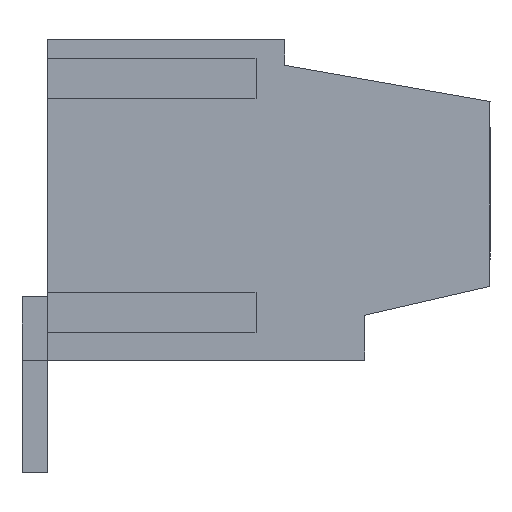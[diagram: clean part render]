
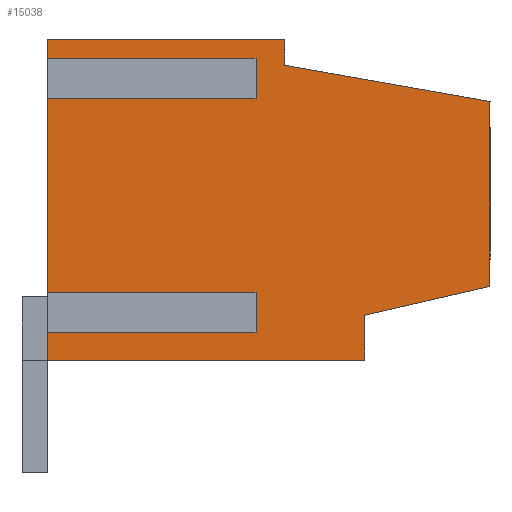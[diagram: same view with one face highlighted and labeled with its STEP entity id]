
A CAD part, left-side view. The second image highlights one B-rep face of the part: STEP entity #15038.
In plain terms, the highlighted planar face has unit normal (-1, 0, 0).
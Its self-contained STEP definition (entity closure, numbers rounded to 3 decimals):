
#14975=AXIS2_PLACEMENT_3D('Plane Axis2P3D',#14972,#14973,#14974) ;
#14022=CARTESIAN_POINT('Vertex',(0.55,13.8,3.5)) ;
#14025=CARTESIAN_POINT('Line Origine',(0.55,13.8,4.097)) ;
#14029=CARTESIAN_POINT('Vertex',(0.55,13.8,4.694)) ;
#14050=CARTESIAN_POINT('Vertex',(0.55,13.8,5.306)) ;
#14053=CARTESIAN_POINT('Line Origine',(0.55,13.8,8.65)) ;
#14057=CARTESIAN_POINT('Vertex',(0.55,13.8,11.994)) ;
#14078=CARTESIAN_POINT('Vertex',(0.55,13.8,12.606)) ;
#14081=CARTESIAN_POINT('Line Origine',(0.55,13.8,13.053)) ;
#14085=CARTESIAN_POINT('Vertex',(0.55,13.8,13.5)) ;
#14533=CARTESIAN_POINT('Line Origine',(0.55,10.1,13.5)) ;
#14537=CARTESIAN_POINT('Vertex',(0.55,6.4,13.5)) ;
#14626=CARTESIAN_POINT('Line Origine',(0.55,6.4,13.1)) ;
#14630=CARTESIAN_POINT('Vertex',(0.55,6.4,12.7)) ;
#14651=CARTESIAN_POINT('Line Origine',(0.55,3.2,12.136)) ;
#14655=CARTESIAN_POINT('Vertex',(0.55,0.,11.572)) ;
#14676=CARTESIAN_POINT('Line Origine',(0.55,0.,8.686)) ;
#14680=CARTESIAN_POINT('Vertex',(0.55,0.,5.8)) ;
#14737=CARTESIAN_POINT('Line Origine',(0.55,1.95,5.35)) ;
#14741=CARTESIAN_POINT('Vertex',(0.55,3.9,4.9)) ;
#14872=CARTESIAN_POINT('Vertex',(0.55,3.9,3.5)) ;
#14875=CARTESIAN_POINT('Line Origine',(0.55,8.85,3.5)) ;
#14972=CARTESIAN_POINT('Axis2P3D Location',(0.55,14.6,0.)) ;
#14977=CARTESIAN_POINT('Line Origine',(0.55,10.55,5.306)) ;
#14981=CARTESIAN_POINT('Vertex',(0.55,7.3,5.306)) ;
#14984=CARTESIAN_POINT('Line Origine',(0.55,7.3,5.)) ;
#14988=CARTESIAN_POINT('Vertex',(0.55,7.3,4.694)) ;
#14991=CARTESIAN_POINT('Line Origine',(0.55,10.55,4.694)) ;
#14996=CARTESIAN_POINT('Line Origine',(0.55,3.9,4.2)) ;
#15001=CARTESIAN_POINT('Line Origine',(0.55,10.55,12.606)) ;
#15005=CARTESIAN_POINT('Vertex',(0.55,7.3,12.606)) ;
#15008=CARTESIAN_POINT('Line Origine',(0.55,7.3,12.3)) ;
#15012=CARTESIAN_POINT('Vertex',(0.55,7.3,11.994)) ;
#15015=CARTESIAN_POINT('Line Origine',(0.55,10.55,11.994)) ;
#14026=DIRECTION('Vector Direction',(0.,0.,-1.)) ;
#14054=DIRECTION('Vector Direction',(0.,0.,-1.)) ;
#14082=DIRECTION('Vector Direction',(0.,0.,-1.)) ;
#14534=DIRECTION('Vector Direction',(0.,1.,0.)) ;
#14627=DIRECTION('Vector Direction',(0.,0.,1.)) ;
#14652=DIRECTION('Vector Direction',(0.,0.985,0.174)) ;
#14677=DIRECTION('Vector Direction',(0.,0.,1.)) ;
#14738=DIRECTION('Vector Direction',(0.,-0.974,0.225)) ;
#14876=DIRECTION('Vector Direction',(0.,-1.,0.)) ;
#14973=DIRECTION('Axis2P3D Direction',(-1.,0.,0.)) ;
#14974=DIRECTION('Axis2P3D XDirection',(0.,-1.,0.)) ;
#14978=DIRECTION('Vector Direction',(0.,-1.,0.)) ;
#14985=DIRECTION('Vector Direction',(0.,0.,-1.)) ;
#14992=DIRECTION('Vector Direction',(0.,-1.,0.)) ;
#14997=DIRECTION('Vector Direction',(0.,0.,1.)) ;
#15002=DIRECTION('Vector Direction',(0.,-1.,0.)) ;
#15009=DIRECTION('Vector Direction',(0.,0.,-1.)) ;
#15016=DIRECTION('Vector Direction',(0.,-1.,0.)) ;
#14027=VECTOR('Line Direction',#14026,1.) ;
#14055=VECTOR('Line Direction',#14054,1.) ;
#14083=VECTOR('Line Direction',#14082,1.) ;
#14535=VECTOR('Line Direction',#14534,1.) ;
#14628=VECTOR('Line Direction',#14627,1.) ;
#14653=VECTOR('Line Direction',#14652,1.) ;
#14678=VECTOR('Line Direction',#14677,1.) ;
#14739=VECTOR('Line Direction',#14738,1.) ;
#14877=VECTOR('Line Direction',#14876,1.) ;
#14979=VECTOR('Line Direction',#14978,1.) ;
#14986=VECTOR('Line Direction',#14985,1.) ;
#14993=VECTOR('Line Direction',#14992,1.) ;
#14998=VECTOR('Line Direction',#14997,1.) ;
#15003=VECTOR('Line Direction',#15002,1.) ;
#15010=VECTOR('Line Direction',#15009,1.) ;
#15017=VECTOR('Line Direction',#15016,1.) ;
#15021=ORIENTED_EDGE('',*,*,#14059,.T.) ;
#15022=ORIENTED_EDGE('',*,*,#14983,.T.) ;
#15023=ORIENTED_EDGE('',*,*,#14990,.T.) ;
#15024=ORIENTED_EDGE('',*,*,#14995,.F.) ;
#15025=ORIENTED_EDGE('',*,*,#14031,.T.) ;
#15026=ORIENTED_EDGE('',*,*,#14879,.T.) ;
#15027=ORIENTED_EDGE('',*,*,#15000,.T.) ;
#15028=ORIENTED_EDGE('',*,*,#14743,.T.) ;
#15029=ORIENTED_EDGE('',*,*,#14682,.T.) ;
#15030=ORIENTED_EDGE('',*,*,#14657,.T.) ;
#15031=ORIENTED_EDGE('',*,*,#14632,.T.) ;
#15032=ORIENTED_EDGE('',*,*,#14539,.T.) ;
#15033=ORIENTED_EDGE('',*,*,#14087,.T.) ;
#15034=ORIENTED_EDGE('',*,*,#15007,.T.) ;
#15035=ORIENTED_EDGE('',*,*,#15014,.T.) ;
#15036=ORIENTED_EDGE('',*,*,#15019,.F.) ;
#15038=ADVANCED_FACE('HOUSING',(#15037),#14976,.T.) ;
#14031=EDGE_CURVE('',#14030,#14023,#14028,.T.) ;
#14059=EDGE_CURVE('',#14058,#14051,#14056,.T.) ;
#14087=EDGE_CURVE('',#14086,#14079,#14084,.T.) ;
#14539=EDGE_CURVE('',#14538,#14086,#14536,.T.) ;
#14632=EDGE_CURVE('',#14631,#14538,#14629,.T.) ;
#14657=EDGE_CURVE('',#14656,#14631,#14654,.T.) ;
#14682=EDGE_CURVE('',#14681,#14656,#14679,.T.) ;
#14743=EDGE_CURVE('',#14742,#14681,#14740,.T.) ;
#14879=EDGE_CURVE('',#14023,#14873,#14878,.T.) ;
#14983=EDGE_CURVE('',#14051,#14982,#14980,.T.) ;
#14990=EDGE_CURVE('',#14982,#14989,#14987,.T.) ;
#14995=EDGE_CURVE('',#14030,#14989,#14994,.T.) ;
#15000=EDGE_CURVE('',#14873,#14742,#14999,.T.) ;
#15007=EDGE_CURVE('',#14079,#15006,#15004,.T.) ;
#15014=EDGE_CURVE('',#15006,#15013,#15011,.T.) ;
#15019=EDGE_CURVE('',#14058,#15013,#15018,.T.) ;
#15020=EDGE_LOOP('',(#15021,#15022,#15023,#15024,#15025,#15026,#15027,#15028,#15029,#15030,#15031,#15032,#15033,#15034,#15035,#15036)) ;
#15037=FACE_OUTER_BOUND('',#15020,.T.) ;
#14028=LINE('Line',#14025,#14027) ;
#14056=LINE('Line',#14053,#14055) ;
#14084=LINE('Line',#14081,#14083) ;
#14536=LINE('Line',#14533,#14535) ;
#14629=LINE('Line',#14626,#14628) ;
#14654=LINE('Line',#14651,#14653) ;
#14679=LINE('Line',#14676,#14678) ;
#14740=LINE('Line',#14737,#14739) ;
#14878=LINE('Line',#14875,#14877) ;
#14980=LINE('Line',#14977,#14979) ;
#14987=LINE('Line',#14984,#14986) ;
#14994=LINE('Line',#14991,#14993) ;
#14999=LINE('Line',#14996,#14998) ;
#15004=LINE('Line',#15001,#15003) ;
#15011=LINE('Line',#15008,#15010) ;
#15018=LINE('Line',#15015,#15017) ;
#14976=PLANE('',#14975) ;
#14023=VERTEX_POINT('',#14022) ;
#14030=VERTEX_POINT('',#14029) ;
#14051=VERTEX_POINT('',#14050) ;
#14058=VERTEX_POINT('',#14057) ;
#14079=VERTEX_POINT('',#14078) ;
#14086=VERTEX_POINT('',#14085) ;
#14538=VERTEX_POINT('',#14537) ;
#14631=VERTEX_POINT('',#14630) ;
#14656=VERTEX_POINT('',#14655) ;
#14681=VERTEX_POINT('',#14680) ;
#14742=VERTEX_POINT('',#14741) ;
#14873=VERTEX_POINT('',#14872) ;
#14982=VERTEX_POINT('',#14981) ;
#14989=VERTEX_POINT('',#14988) ;
#15006=VERTEX_POINT('',#15005) ;
#15013=VERTEX_POINT('',#15012) ;
